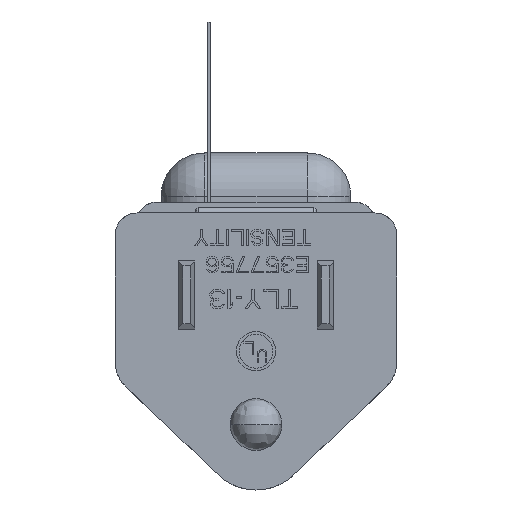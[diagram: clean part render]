
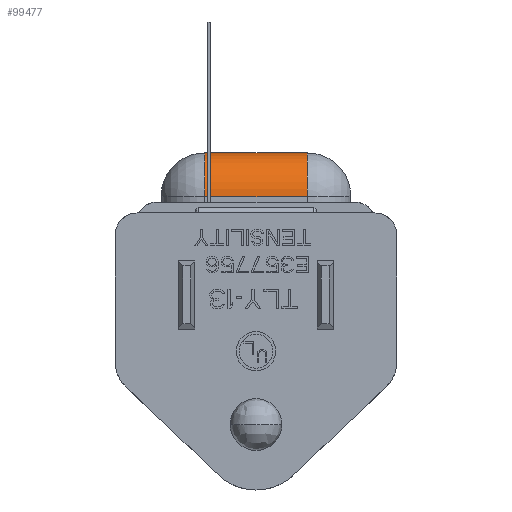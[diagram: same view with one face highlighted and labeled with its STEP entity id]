
A CAD part, left-side view. The second image highlights one B-rep face of the part: STEP entity #99477.
In plain terms, the highlighted cylindrical face has radius 4 mm (diameter 8 mm), a partial arc.
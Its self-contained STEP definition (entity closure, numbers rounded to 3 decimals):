
#4702 = DIRECTION ( 'NONE',  ( 0., 0., -1. ) ) ;
#7089 = ORIENTED_EDGE ( 'NONE', *, *, #40703, .T. ) ;
#11968 = CIRCLE ( 'NONE', #61616, 4. ) ;
#12043 = CARTESIAN_POINT ( 'NONE',  ( 9., -4.7, -21.5 ) ) ;
#12539 = CARTESIAN_POINT ( 'NONE',  ( 9., -8.7, -21.5 ) ) ;
#19918 = DIRECTION ( 'NONE',  ( 0., 1., 0. ) ) ;
#21273 = DIRECTION ( 'NONE',  ( 0., 0., -1. ) ) ;
#22769 = LINE ( 'NONE', #26659, #42426 ) ;
#26659 = CARTESIAN_POINT ( 'NONE',  ( 13., 8.7, -21.5 ) ) ;
#28022 = EDGE_CURVE ( 'NONE', #98756, #29397, #22769, .T. ) ;
#28974 = DIRECTION ( 'NONE',  ( 0., -1., 0. ) ) ;
#29397 = VERTEX_POINT ( 'NONE', #83316 ) ;
#31494 = AXIS2_PLACEMENT_3D ( 'NONE', #12539, #28974, #4702 ) ;
#32146 = VECTOR ( 'NONE', #58601, 1000. ) ;
#32596 = CYLINDRICAL_SURFACE ( 'NONE', #31494, 4. ) ;
#40703 = EDGE_CURVE ( 'NONE', #98756, #83489, #95231, .T. ) ;
#42426 = VECTOR ( 'NONE', #89244, 1000. ) ;
#42923 = CARTESIAN_POINT ( 'NONE',  ( 9., -8.7, -25.5 ) ) ;
#44850 = DIRECTION ( 'NONE',  ( 0., 0., 1. ) ) ;
#50020 = CARTESIAN_POINT ( 'NONE',  ( 13., -4.7, -21.5 ) ) ;
#53587 = CARTESIAN_POINT ( 'NONE',  ( 9., 4.7, -25.5 ) ) ;
#58601 = DIRECTION ( 'NONE',  ( 0., -1., 0. ) ) ;
#59581 = FACE_OUTER_BOUND ( 'NONE', #78599, .T. ) ;
#61129 = EDGE_CURVE ( 'NONE', #78403, #83489, #79947, .T. ) ;
#61616 = AXIS2_PLACEMENT_3D ( 'NONE', #99840, #92008, #44850 ) ;
#64334 = CARTESIAN_POINT ( 'NONE',  ( 9., -4.7, -25.5 ) ) ;
#64626 = ORIENTED_EDGE ( 'NONE', *, *, #61129, .F. ) ;
#68481 = AXIS2_PLACEMENT_3D ( 'NONE', #12043, #19918, #21273 ) ;
#78403 = VERTEX_POINT ( 'NONE', #53587 ) ;
#78599 = EDGE_LOOP ( 'NONE', ( #7089, #64626, #98120, #84224 ) ) ;
#79947 = LINE ( 'NONE', #42923, #32146 ) ;
#83316 = CARTESIAN_POINT ( 'NONE',  ( 13., 4.7, -21.5 ) ) ;
#83489 = VERTEX_POINT ( 'NONE', #64334 ) ;
#84224 = ORIENTED_EDGE ( 'NONE', *, *, #28022, .F. ) ;
#89244 = DIRECTION ( 'NONE',  ( 0., 1., 0. ) ) ;
#92008 = DIRECTION ( 'NONE',  ( 0., 1., 0. ) ) ;
#95231 = CIRCLE ( 'NONE', #68481, 4. ) ;
#98120 = ORIENTED_EDGE ( 'NONE', *, *, #98970, .F. ) ;
#98756 = VERTEX_POINT ( 'NONE', #50020 ) ;
#98970 = EDGE_CURVE ( 'NONE', #29397, #78403, #11968, .T. ) ;
#99477 = ADVANCED_FACE ( 'NONE', ( #59581 ), #32596, .T. ) ;
#99840 = CARTESIAN_POINT ( 'NONE',  ( 9., 4.7, -21.5 ) ) ;
